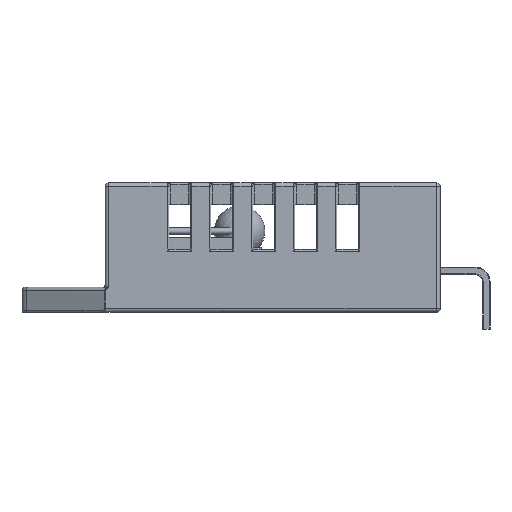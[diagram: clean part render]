
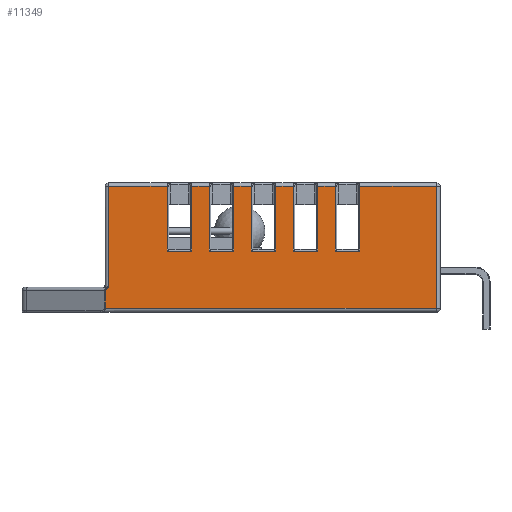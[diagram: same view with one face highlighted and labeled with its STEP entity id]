
A CAD part, left-side view. The second image highlights one B-rep face of the part: STEP entity #11349.
In plain terms, the highlighted planar face has unit normal (-1, 0, 0).
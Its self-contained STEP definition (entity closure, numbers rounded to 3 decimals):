
#210=ELLIPSE('',#12481,0.205,0.1);
#676=B_SPLINE_CURVE_WITH_KNOTS('',3,(#20511,#20512,#20513,#20514,#20515,
#20516),.UNSPECIFIED.,.F.,.F.,(4,2,4),(0.,0.021,0.021),
 .UNSPECIFIED.);
#1253=FACE_OUTER_BOUND('',#1954,.T.);
#1954=EDGE_LOOP('',(#9378,#9379,#9380,#9381,#9382,#9383,#9384,#9385,#9386,
#9387,#9388,#9389,#9390,#9391,#9392,#9393,#9394,#9395,#9396,#9397,#9398,
#9399,#9400,#9401,#9402,#9403,#9404));
#2939=LINE('',#20474,#3912);
#2941=LINE('',#20479,#3914);
#2942=LINE('',#20481,#3915);
#2943=LINE('',#20483,#3916);
#2944=LINE('',#20485,#3917);
#2945=LINE('',#20487,#3918);
#2946=LINE('',#20489,#3919);
#2947=LINE('',#20491,#3920);
#2948=LINE('',#20493,#3921);
#2949=LINE('',#20495,#3922);
#2950=LINE('',#20497,#3923);
#2951=LINE('',#20499,#3924);
#2952=LINE('',#20501,#3925);
#2953=LINE('',#20503,#3926);
#2954=LINE('',#20505,#3927);
#2955=LINE('',#20507,#3928);
#2956=LINE('',#20509,#3929);
#2957=LINE('',#20520,#3930);
#2958=LINE('',#20522,#3931);
#2959=LINE('',#20524,#3932);
#2960=LINE('',#20526,#3933);
#2961=LINE('',#20528,#3934);
#2962=LINE('',#20530,#3935);
#2963=LINE('',#20532,#3936);
#2964=LINE('',#20533,#3937);
#3912=VECTOR('',#15295,10.);
#3914=VECTOR('',#15301,10.);
#3915=VECTOR('',#15302,10.);
#3916=VECTOR('',#15303,10.);
#3917=VECTOR('',#15304,10.);
#3918=VECTOR('',#15305,10.);
#3919=VECTOR('',#15306,10.);
#3920=VECTOR('',#15307,10.);
#3921=VECTOR('',#15308,10.);
#3922=VECTOR('',#15309,10.);
#3923=VECTOR('',#15310,10.);
#3924=VECTOR('',#15311,10.);
#3925=VECTOR('',#15312,10.);
#3926=VECTOR('',#15313,10.);
#3927=VECTOR('',#15314,10.);
#3928=VECTOR('',#15315,10.);
#3929=VECTOR('',#15316,10.);
#3930=VECTOR('',#15319,10.);
#3931=VECTOR('',#15320,10.);
#3932=VECTOR('',#15321,10.);
#3933=VECTOR('',#15322,10.);
#3934=VECTOR('',#15323,10.);
#3935=VECTOR('',#15324,10.);
#3936=VECTOR('',#15325,10.);
#3937=VECTOR('',#15326,10.);
#5429=VERTEX_POINT('',#20471);
#5430=VERTEX_POINT('',#20473);
#5431=VERTEX_POINT('',#20478);
#5432=VERTEX_POINT('',#20480);
#5433=VERTEX_POINT('',#20482);
#5434=VERTEX_POINT('',#20484);
#5435=VERTEX_POINT('',#20486);
#5436=VERTEX_POINT('',#20488);
#5437=VERTEX_POINT('',#20490);
#5438=VERTEX_POINT('',#20492);
#5439=VERTEX_POINT('',#20494);
#5440=VERTEX_POINT('',#20496);
#5441=VERTEX_POINT('',#20498);
#5442=VERTEX_POINT('',#20500);
#5443=VERTEX_POINT('',#20502);
#5444=VERTEX_POINT('',#20504);
#5445=VERTEX_POINT('',#20506);
#5446=VERTEX_POINT('',#20508);
#5447=VERTEX_POINT('',#20510);
#5448=VERTEX_POINT('',#20517);
#5449=VERTEX_POINT('',#20519);
#5450=VERTEX_POINT('',#20521);
#5451=VERTEX_POINT('',#20523);
#5452=VERTEX_POINT('',#20525);
#5453=VERTEX_POINT('',#20527);
#5454=VERTEX_POINT('',#20529);
#5455=VERTEX_POINT('',#20531);
#6867=EDGE_CURVE('',#5429,#5430,#2939,.T.);
#6870=EDGE_CURVE('',#5430,#5431,#2941,.T.);
#6871=EDGE_CURVE('',#5432,#5429,#2942,.T.);
#6872=EDGE_CURVE('',#5433,#5432,#2943,.T.);
#6873=EDGE_CURVE('',#5434,#5433,#2944,.T.);
#6874=EDGE_CURVE('',#5435,#5434,#2945,.T.);
#6875=EDGE_CURVE('',#5436,#5435,#2946,.T.);
#6876=EDGE_CURVE('',#5437,#5436,#2947,.T.);
#6877=EDGE_CURVE('',#5438,#5437,#2948,.T.);
#6878=EDGE_CURVE('',#5439,#5438,#2949,.T.);
#6879=EDGE_CURVE('',#5440,#5439,#2950,.T.);
#6880=EDGE_CURVE('',#5441,#5440,#2951,.T.);
#6881=EDGE_CURVE('',#5442,#5441,#2952,.T.);
#6882=EDGE_CURVE('',#5443,#5442,#2953,.T.);
#6883=EDGE_CURVE('',#5444,#5443,#2954,.T.);
#6884=EDGE_CURVE('',#5445,#5444,#2955,.T.);
#6885=EDGE_CURVE('',#5446,#5445,#2956,.T.);
#6886=EDGE_CURVE('',#5447,#5446,#676,.T.);
#6887=EDGE_CURVE('',#5448,#5447,#210,.T.);
#6888=EDGE_CURVE('',#5449,#5448,#2957,.T.);
#6889=EDGE_CURVE('',#5450,#5449,#2958,.T.);
#6890=EDGE_CURVE('',#5451,#5450,#2959,.T.);
#6891=EDGE_CURVE('',#5452,#5451,#2960,.T.);
#6892=EDGE_CURVE('',#5453,#5452,#2961,.T.);
#6893=EDGE_CURVE('',#5454,#5453,#2962,.T.);
#6894=EDGE_CURVE('',#5455,#5454,#2963,.T.);
#6895=EDGE_CURVE('',#5431,#5455,#2964,.T.);
#9378=ORIENTED_EDGE('',*,*,#6870,.F.);
#9379=ORIENTED_EDGE('',*,*,#6867,.F.);
#9380=ORIENTED_EDGE('',*,*,#6871,.F.);
#9381=ORIENTED_EDGE('',*,*,#6872,.F.);
#9382=ORIENTED_EDGE('',*,*,#6873,.F.);
#9383=ORIENTED_EDGE('',*,*,#6874,.F.);
#9384=ORIENTED_EDGE('',*,*,#6875,.F.);
#9385=ORIENTED_EDGE('',*,*,#6876,.F.);
#9386=ORIENTED_EDGE('',*,*,#6877,.F.);
#9387=ORIENTED_EDGE('',*,*,#6878,.F.);
#9388=ORIENTED_EDGE('',*,*,#6879,.F.);
#9389=ORIENTED_EDGE('',*,*,#6880,.F.);
#9390=ORIENTED_EDGE('',*,*,#6881,.F.);
#9391=ORIENTED_EDGE('',*,*,#6882,.F.);
#9392=ORIENTED_EDGE('',*,*,#6883,.F.);
#9393=ORIENTED_EDGE('',*,*,#6884,.F.);
#9394=ORIENTED_EDGE('',*,*,#6885,.F.);
#9395=ORIENTED_EDGE('',*,*,#6886,.F.);
#9396=ORIENTED_EDGE('',*,*,#6887,.F.);
#9397=ORIENTED_EDGE('',*,*,#6888,.F.);
#9398=ORIENTED_EDGE('',*,*,#6889,.F.);
#9399=ORIENTED_EDGE('',*,*,#6890,.F.);
#9400=ORIENTED_EDGE('',*,*,#6891,.F.);
#9401=ORIENTED_EDGE('',*,*,#6892,.F.);
#9402=ORIENTED_EDGE('',*,*,#6893,.F.);
#9403=ORIENTED_EDGE('',*,*,#6894,.F.);
#9404=ORIENTED_EDGE('',*,*,#6895,.F.);
#10711=PLANE('',#12480);
#11349=ADVANCED_FACE('',(#1253),#10711,.T.);
#12480=AXIS2_PLACEMENT_3D('',#20477,#15299,#15300);
#12481=AXIS2_PLACEMENT_3D('',#20518,#15317,#15318);
#15295=DIRECTION('',(0.,0.,-1.));
#15299=DIRECTION('center_axis',(-1.,0.,0.));
#15300=DIRECTION('ref_axis',(0.,0.,-1.));
#15301=DIRECTION('',(0.,-1.,0.));
#15302=DIRECTION('',(0.,1.,0.));
#15303=DIRECTION('',(0.,0.,-1.));
#15304=DIRECTION('',(0.,-1.,0.));
#15305=DIRECTION('',(0.,0.,-1.));
#15306=DIRECTION('',(0.,1.,0.));
#15307=DIRECTION('',(0.,0.,-1.));
#15308=DIRECTION('',(0.,-1.,0.));
#15309=DIRECTION('',(0.,0.,-1.));
#15310=DIRECTION('',(0.,1.,0.));
#15311=DIRECTION('',(0.,0.,-1.));
#15312=DIRECTION('',(0.,-1.,0.));
#15313=DIRECTION('',(0.,0.,-1.));
#15314=DIRECTION('',(0.,1.,0.));
#15315=DIRECTION('',(0.,0.,-1.));
#15316=DIRECTION('',(0.,-1.,0.));
#15317=DIRECTION('center_axis',(1.,0.,0.));
#15318=DIRECTION('ref_axis',(0.,0.,1.));
#15319=DIRECTION('',(0.,-1.,0.));
#15320=DIRECTION('',(0.,0.,1.));
#15321=DIRECTION('',(0.,1.,0.));
#15322=DIRECTION('',(0.,0.,-1.));
#15323=DIRECTION('',(0.,-1.,0.));
#15324=DIRECTION('',(0.,0.,-1.));
#15325=DIRECTION('',(0.,1.,0.));
#15326=DIRECTION('',(0.,0.,-1.));
#20471=CARTESIAN_POINT('',(-3.84,-1.195,8.86));
#20473=CARTESIAN_POINT('',(-3.84,-1.195,7.38));
#20474=CARTESIAN_POINT('',(-3.84,-1.195,10.1));
#20477=CARTESIAN_POINT('Origin',(-3.84,-1.295,20.2));
#20478=CARTESIAN_POINT('',(-3.84,-5.095,7.38));
#20479=CARTESIAN_POINT('',(-3.84,-3.295,7.38));
#20480=CARTESIAN_POINT('',(-3.84,-5.095,8.86));
#20481=CARTESIAN_POINT('',(-3.84,-3.295,8.86));
#20482=CARTESIAN_POINT('',(-3.84,-5.095,9.91));
#20483=CARTESIAN_POINT('',(-3.84,-5.095,15.15));
#20484=CARTESIAN_POINT('',(-3.84,-1.195,9.91));
#20485=CARTESIAN_POINT('',(-3.84,-3.295,9.91));
#20486=CARTESIAN_POINT('',(-3.84,-1.195,11.39));
#20487=CARTESIAN_POINT('',(-3.84,-1.195,10.1));
#20488=CARTESIAN_POINT('',(-3.84,-5.095,11.39));
#20489=CARTESIAN_POINT('',(-3.84,-3.295,11.39));
#20490=CARTESIAN_POINT('',(-3.84,-5.095,12.44));
#20491=CARTESIAN_POINT('',(-3.84,-5.095,15.15));
#20492=CARTESIAN_POINT('',(-3.84,-1.195,12.44));
#20493=CARTESIAN_POINT('',(-3.84,-3.295,12.44));
#20494=CARTESIAN_POINT('',(-3.84,-1.195,13.92));
#20495=CARTESIAN_POINT('',(-3.84,-1.195,10.1));
#20496=CARTESIAN_POINT('',(-3.84,-5.095,13.92));
#20497=CARTESIAN_POINT('',(-3.84,-3.295,13.92));
#20498=CARTESIAN_POINT('',(-3.84,-5.095,14.97));
#20499=CARTESIAN_POINT('',(-3.84,-5.095,15.15));
#20500=CARTESIAN_POINT('',(-3.84,-1.195,14.97));
#20501=CARTESIAN_POINT('',(-3.84,-3.295,14.97));
#20502=CARTESIAN_POINT('',(-3.84,-1.195,16.45));
#20503=CARTESIAN_POINT('',(-3.84,-1.195,10.1));
#20504=CARTESIAN_POINT('',(-3.84,-5.095,16.45));
#20505=CARTESIAN_POINT('',(-3.84,-3.295,16.45));
#20506=CARTESIAN_POINT('',(-3.84,-5.095,20.));
#20507=CARTESIAN_POINT('',(-3.84,-5.095,15.15));
#20508=CARTESIAN_POINT('',(-3.84,0.952,20.));
#20509=CARTESIAN_POINT('',(-3.84,-1.295,20.));
#20510=CARTESIAN_POINT('',(-3.84,1.118,20.121));
#20511=CARTESIAN_POINT('Ctrl Pts',(-3.84,1.118,20.121));
#20512=CARTESIAN_POINT('Ctrl Pts',(-3.84,1.085,20.06));
#20513=CARTESIAN_POINT('Ctrl Pts',(-3.84,1.02,20.022));
#20514=CARTESIAN_POINT('Ctrl Pts',(-3.84,0.953,20.));
#20515=CARTESIAN_POINT('Ctrl Pts',(-3.84,0.953,20.));
#20516=CARTESIAN_POINT('Ctrl Pts',(-3.84,0.952,20.));
#20517=CARTESIAN_POINT('',(-3.84,1.185,20.174));
#20518=CARTESIAN_POINT('Origin',(-3.84,1.185,19.969));
#20519=CARTESIAN_POINT('',(-3.84,2.255,20.174));
#20520=CARTESIAN_POINT('',(-3.84,0.605,20.174));
#20521=CARTESIAN_POINT('',(-3.84,2.255,0.25));
#20522=CARTESIAN_POINT('',(-3.84,2.255,15.15));
#20523=CARTESIAN_POINT('',(-3.84,-5.095,0.25));
#20524=CARTESIAN_POINT('',(-3.84,-1.295,0.25));
#20525=CARTESIAN_POINT('',(-3.84,-5.095,4.85));
#20526=CARTESIAN_POINT('',(-3.84,-5.095,15.15));
#20527=CARTESIAN_POINT('',(-3.84,-1.195,4.85));
#20528=CARTESIAN_POINT('',(-3.84,-3.295,4.85));
#20529=CARTESIAN_POINT('',(-3.84,-1.195,6.33));
#20530=CARTESIAN_POINT('',(-3.84,-1.195,10.1));
#20531=CARTESIAN_POINT('',(-3.84,-5.095,6.33));
#20532=CARTESIAN_POINT('',(-3.84,-3.295,6.33));
#20533=CARTESIAN_POINT('',(-3.84,-5.095,15.15));
